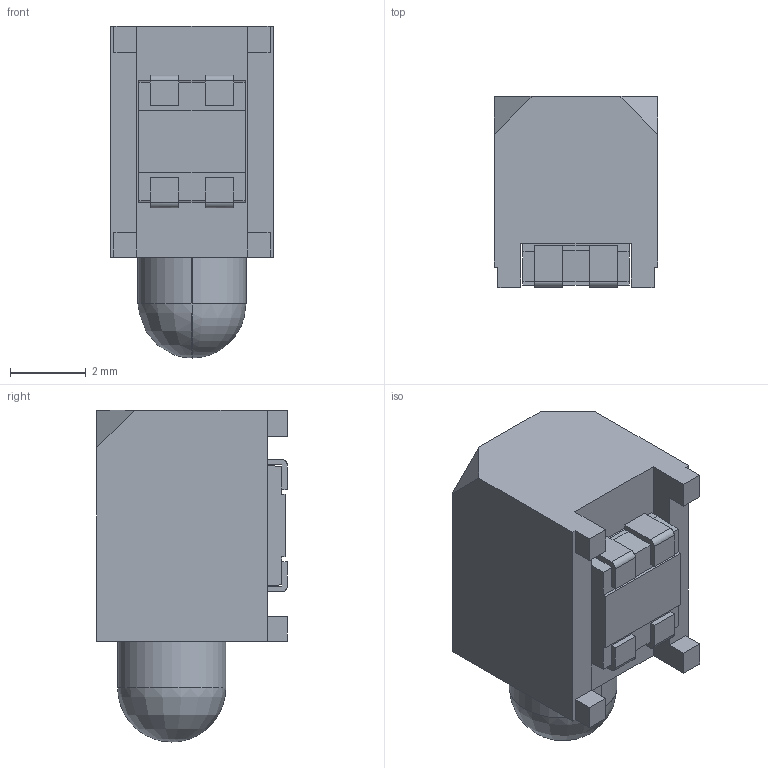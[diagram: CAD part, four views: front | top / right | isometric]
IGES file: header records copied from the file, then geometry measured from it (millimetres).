
Start section: SolidWorks IGES file using analytic representation for surfaces
Global section: file name: AAA3528AVU-1.IGS; native system: SolidWorks 2012; preprocessor: SolidWorks 2012; author: FrankH; date: 140922.172100; units: millimetre
Bounding box: 4.32 x 5.03 x 8.76 mm (x, y, z)
Surface area: 193.4 mm2 (no closed solid volume)
Topology: 0 solids, 0 shells, 361 faces, 2206 edges, 2204 vertices
Faces by surface type: bspline 353, revolution 8
